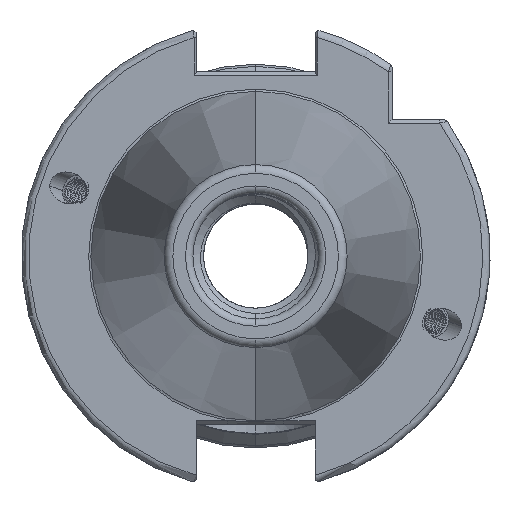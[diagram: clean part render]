
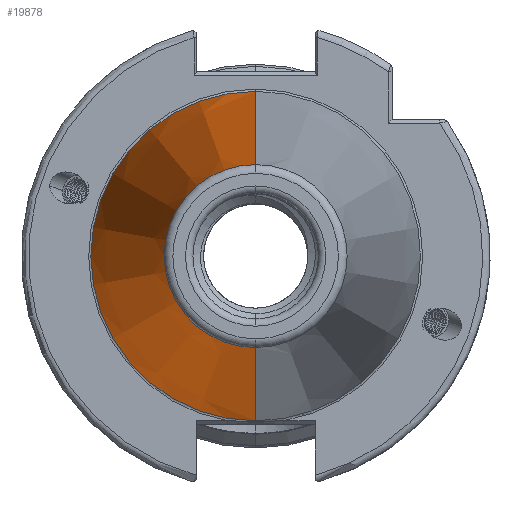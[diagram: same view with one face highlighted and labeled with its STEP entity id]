
A CAD part, left-side view. The second image highlights one B-rep face of the part: STEP entity #19878.
In plain terms, the highlighted conical face has half-angle 8.297 degrees and reference radius 22.692 mm.
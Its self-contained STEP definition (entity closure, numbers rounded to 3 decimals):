
#1831 = CIRCLE ( 'NONE', #3627, 12.4 ) ;
#2614 = DIRECTION ( 'NONE',  ( 1., 0., 0. ) ) ;
#2623 = DIRECTION ( 'NONE',  ( 0., 0., -1. ) ) ;
#2630 = CARTESIAN_POINT ( 'NONE',  ( 0., 0., 0. ) ) ;
#3627 = AXIS2_PLACEMENT_3D ( 'NONE', #19267, #19301, #19296 ) ;
#6219 = ORIENTED_EDGE ( 'NONE', *, *, #10613, .F. ) ;
#6273 = ORIENTED_EDGE ( 'NONE', *, *, #10649, .F. ) ;
#6284 = ORIENTED_EDGE ( 'NONE', *, *, #10738, .T. ) ;
#6311 = ORIENTED_EDGE ( 'NONE', *, *, #10637, .T. ) ;
#6423 = LINE ( 'NONE', #11256, #6442 ) ;
#6433 = VECTOR ( 'NONE', #11241, 1000. ) ;
#6439 = CIRCLE ( 'NONE', #14152, 22.327 ) ;
#6440 = LINE ( 'NONE', #11253, #6433 ) ;
#6442 = VECTOR ( 'NONE', #11230, 1000. ) ;
#8970 = CARTESIAN_POINT ( 'NONE',  ( -2.5, 0., 22.327 ) ) ;
#9072 = CARTESIAN_POINT ( 'NONE',  ( -2.5, 0., -22.327 ) ) ;
#9076 = CARTESIAN_POINT ( 'NONE',  ( -70.573, 0., 12.4 ) ) ;
#10482 = AXIS2_PLACEMENT_3D ( 'NONE', #2630, #2614, #2623 ) ;
#10613 = EDGE_CURVE ( 'NONE', #21623, #21541, #6439, .T. ) ;
#10637 = EDGE_CURVE ( 'NONE', #21626, #21541, #6423, .T. ) ;
#10649 = EDGE_CURVE ( 'NONE', #21481, #21623, #6440, .T. ) ;
#10738 = EDGE_CURVE ( 'NONE', #21481, #21626, #1831, .T. ) ;
#11133 = DIRECTION ( 'NONE',  ( 0., 0., -1. ) ) ;
#11141 = DIRECTION ( 'NONE',  ( 1., 0., 0. ) ) ;
#11155 = CARTESIAN_POINT ( 'NONE',  ( -2.5, 0., 0. ) ) ;
#11230 = DIRECTION ( 'NONE',  ( 0.99, 0., 0.144 ) ) ;
#11241 = DIRECTION ( 'NONE',  ( 0.99, 0., -0.144 ) ) ;
#11253 = CARTESIAN_POINT ( 'NONE',  ( 0., 0., -22.692 ) ) ;
#11256 = CARTESIAN_POINT ( 'NONE',  ( 0., 0., 22.692 ) ) ;
#14152 = AXIS2_PLACEMENT_3D ( 'NONE', #11155, #11141, #11133 ) ;
#14226 = CARTESIAN_POINT ( 'NONE',  ( -70.573, 0., -12.4 ) ) ;
#18898 = EDGE_LOOP ( 'NONE', ( #6284, #6311, #6219, #6273 ) ) ;
#19267 = CARTESIAN_POINT ( 'NONE',  ( -70.573, 0., 0. ) ) ;
#19296 = DIRECTION ( 'NONE',  ( 0., 0., 1. ) ) ;
#19301 = DIRECTION ( 'NONE',  ( 1., 0., 0. ) ) ;
#19878 = ADVANCED_FACE ( 'NONE', ( #23018 ), #23037, .T. ) ;
#21481 = VERTEX_POINT ( 'NONE', #14226 ) ;
#21541 = VERTEX_POINT ( 'NONE', #8970 ) ;
#21623 = VERTEX_POINT ( 'NONE', #9072 ) ;
#21626 = VERTEX_POINT ( 'NONE', #9076 ) ;
#23018 = FACE_OUTER_BOUND ( 'NONE', #18898, .T. ) ;
#23037 = CONICAL_SURFACE ( 'NONE', #10482, 22.692, 0.145 ) ;
